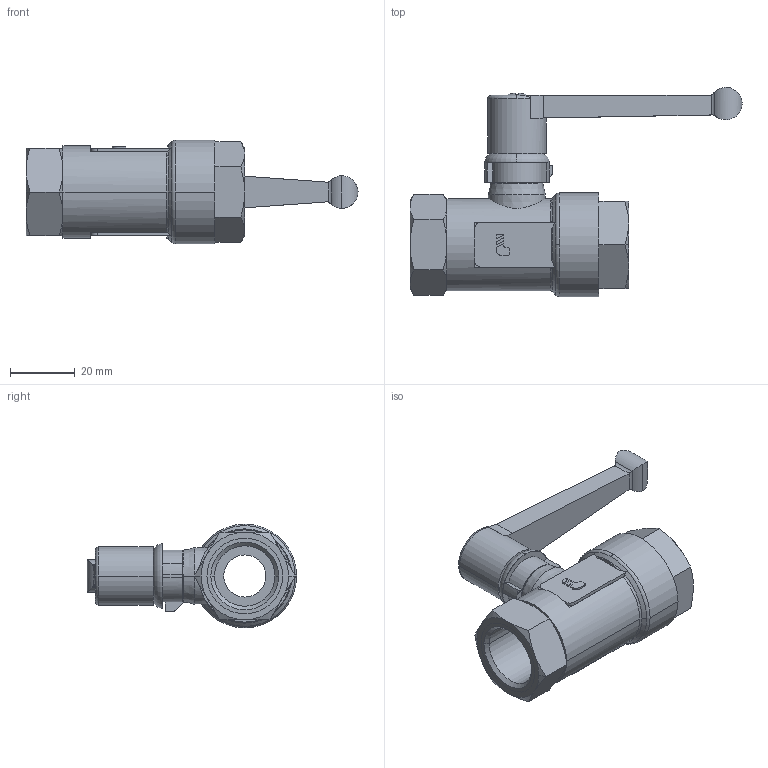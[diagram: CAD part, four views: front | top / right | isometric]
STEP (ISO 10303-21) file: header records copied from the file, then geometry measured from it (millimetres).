
FILE_DESCRIPTION(('STEP AP214'),'1');
FILE_NAME('0402_13_21.stp','2016-07-07T14:23:35',('TraceParts'),('TraceParts S.A.'),'Spatial InterOp 3D',' ',' ');
FILE_SCHEMA(('automotive_design'));
Length unit declared in the file: millimetre
Products named in the file (1): 1
Bounding box: 102.5 x 64.59 x 31.99 mm (x, y, z)
Volume: 43218.8 mm3; surface area: 15572.6 mm2
Topology: 1 solids, 1 shells, 192 faces, 502 edges, 321 vertices
Faces by surface type: plane 85, cylinder 48, cone 38, torus 15, revolution 6
Entity records: 6627 total; most frequent: CARTESIAN_POINT 1931, ORIENTED_EDGE 1004, DIRECTION 988, EDGE_CURVE 502, AXIS2_PLACEMENT_3D 380, VERTEX_POINT 321, LINE 222, VECTOR 222
